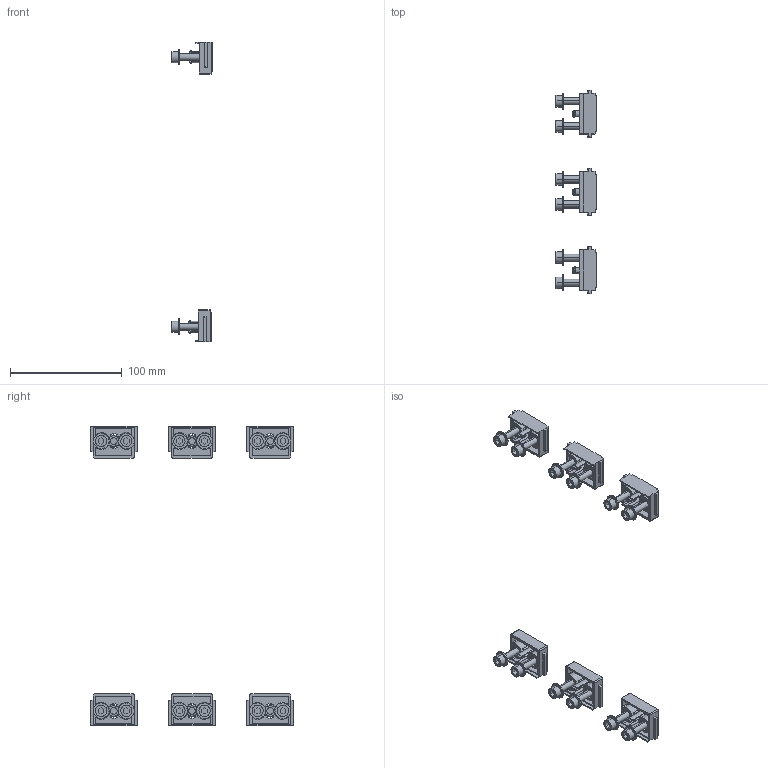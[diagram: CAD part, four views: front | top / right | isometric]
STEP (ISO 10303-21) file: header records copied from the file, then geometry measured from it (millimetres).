
FILE_DESCRIPTION((''),'2;1');
FILE_NAME('1SDH002065A1192_IGES','2020-07-29T15:03:34',('ITMADEL7'),(''),'CREO PARAMETRIC BY PTC INC, 2019030','CREO PARAMETRIC BY PTC INC, 2019030','');
FILE_SCHEMA(('AUTOMOTIVE_DESIGN { 1 0 10303 214 1 1 1 1 }'));
Length unit declared in the file: millimetre
Products named in the file (1): 1SDH002065A1192_IGES
Bounding box: 36 x 182.01 x 268.37 mm (x, y, z)
Volume: 59220.7 mm3; surface area: 50608.6 mm2
Topology: 6 solids, 12 shells, 852 faces, 2250 edges, 1500 vertices
Faces by surface type: plane 510, cylinder 330, cone 12
Entity records: 33287 total; most frequent: DIRECTION 4746, CARTESIAN_POINT 4604, ORIENTED_EDGE 4500, EDGE_CURVE 2250, AXIS2_PLACEMENT_3D 1644, VERTEX_POINT 1500, VECTOR 1458, LINE 1458
